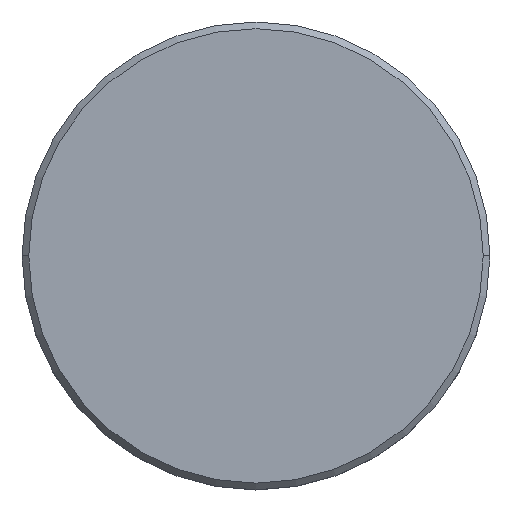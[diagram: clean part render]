
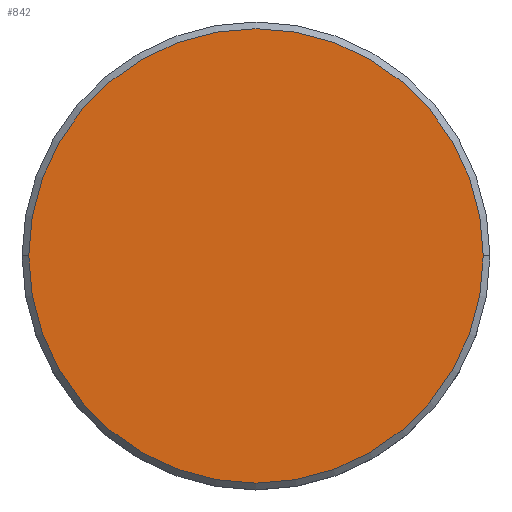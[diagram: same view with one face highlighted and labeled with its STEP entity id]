
A CAD part, top view. The second image highlights one B-rep face of the part: STEP entity #842.
In plain terms, the highlighted planar face has unit normal (0, 0, 1).
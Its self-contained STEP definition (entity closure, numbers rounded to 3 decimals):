
#12 = VERTEX_POINT ( 'NONE', #401 ) ;
#22 = DIRECTION ( 'NONE',  ( 1., 0., 0. ) ) ;
#40 = CARTESIAN_POINT ( 'NONE',  ( 0., 0., 0. ) ) ;
#74 = ORIENTED_EDGE ( 'NONE', *, *, #537, .T. ) ;
#105 = DIRECTION ( 'NONE',  ( 1., 0., 0. ) ) ;
#159 = AXIS2_PLACEMENT_3D ( 'NONE', #40, #559, #105 ) ;
#192 = CARTESIAN_POINT ( 'NONE',  ( 0., 0., 0. ) ) ;
#258 = AXIS2_PLACEMENT_3D ( 'NONE', #192, #546, #22 ) ;
#401 = CARTESIAN_POINT ( 'NONE',  ( 17., 0., 0. ) ) ;
#426 = CARTESIAN_POINT ( 'NONE',  ( 0., 0., 0. ) ) ;
#520 = VERTEX_POINT ( 'NONE', #1084 ) ;
#522 = DIRECTION ( 'NONE',  ( 0., 0., 1. ) ) ;
#537 = EDGE_CURVE ( 'NONE', #12, #520, #665, .T. ) ;
#546 = DIRECTION ( 'NONE',  ( 0., 0., 1. ) ) ;
#554 = EDGE_CURVE ( 'NONE', #520, #12, #606, .T. ) ;
#559 = DIRECTION ( 'NONE',  ( 0., 0., 1. ) ) ;
#606 = CIRCLE ( 'NONE', #159, 17. ) ;
#665 = CIRCLE ( 'NONE', #258, 17. ) ;
#743 = AXIS2_PLACEMENT_3D ( 'NONE', #426, #522, #1149 ) ;
#774 = PLANE ( 'NONE',  #743 ) ;
#804 = EDGE_LOOP ( 'NONE', ( #897, #74 ) ) ;
#842 = ADVANCED_FACE ( 'NONE', ( #1142 ), #774, .T. ) ;
#897 = ORIENTED_EDGE ( 'NONE', *, *, #554, .T. ) ;
#1084 = CARTESIAN_POINT ( 'NONE',  ( -17., 0., 0. ) ) ;
#1142 = FACE_OUTER_BOUND ( 'NONE', #804, .T. ) ;
#1149 = DIRECTION ( 'NONE',  ( 1., 0., 0. ) ) ;
